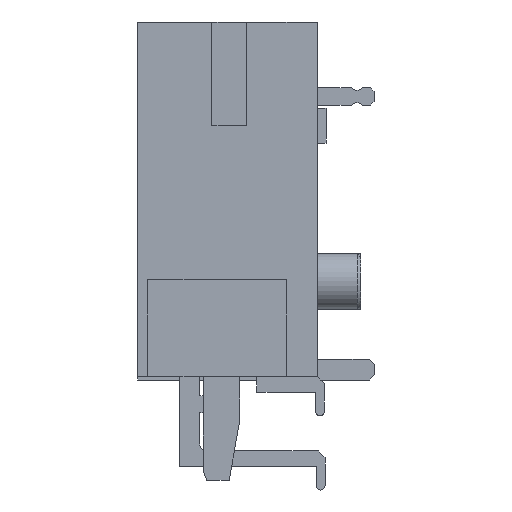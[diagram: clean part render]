
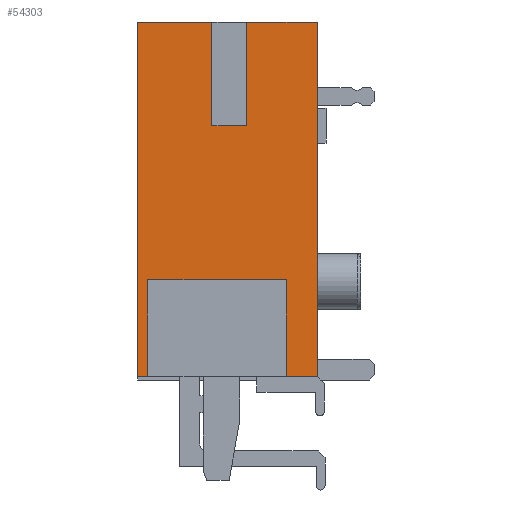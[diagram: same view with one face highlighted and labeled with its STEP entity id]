
A CAD part, left-side view. The second image highlights one B-rep face of the part: STEP entity #54303.
In plain terms, the highlighted planar face has unit normal (-1, 0, 0).
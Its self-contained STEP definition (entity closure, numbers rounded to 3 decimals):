
#2692=ORIENTED_EDGE('',*,*,#18351,.F.);
#2693=ORIENTED_EDGE('',*,*,#18352,.T.);
#2694=ORIENTED_EDGE('',*,*,#18152,.F.);
#2695=ORIENTED_EDGE('',*,*,#18129,.T.);
#2696=ORIENTED_EDGE('',*,*,#17902,.T.);
#2697=ORIENTED_EDGE('',*,*,#18353,.F.);
#2698=ORIENTED_EDGE('',*,*,#18354,.F.);
#2699=ORIENTED_EDGE('',*,*,#18355,.T.);
#2700=ORIENTED_EDGE('',*,*,#17898,.T.);
#2701=ORIENTED_EDGE('',*,*,#18063,.F.);
#2702=ORIENTED_EDGE('',*,*,#18147,.F.);
#2703=ORIENTED_EDGE('',*,*,#18356,.F.);
#17898=EDGE_CURVE('',#25740,#25739,#31374,.T.);
#17902=EDGE_CURVE('',#25744,#25743,#31378,.T.);
#18063=EDGE_CURVE('',#25827,#25739,#31538,.T.);
#18129=EDGE_CURVE('',#25878,#25744,#31602,.T.);
#18147=EDGE_CURVE('',#25893,#25827,#31620,.T.);
#18152=EDGE_CURVE('',#25878,#25883,#31625,.T.);
#18351=EDGE_CURVE('',#26023,#26024,#31824,.T.);
#18352=EDGE_CURVE('',#26023,#25883,#31825,.T.);
#18353=EDGE_CURVE('',#26025,#25743,#31826,.T.);
#18354=EDGE_CURVE('',#26026,#26025,#31827,.T.);
#18355=EDGE_CURVE('',#26026,#25740,#31828,.T.);
#18356=EDGE_CURVE('',#26024,#25893,#31829,.T.);
#25739=VERTEX_POINT('',#76189);
#25740=VERTEX_POINT('',#76191);
#25743=VERTEX_POINT('',#76197);
#25744=VERTEX_POINT('',#76199);
#25827=VERTEX_POINT('',#76455);
#25878=VERTEX_POINT('',#76577);
#25883=VERTEX_POINT('',#76590);
#25893=VERTEX_POINT('',#76610);
#26023=VERTEX_POINT('',#77014);
#26024=VERTEX_POINT('',#77015);
#26025=VERTEX_POINT('',#77018);
#26026=VERTEX_POINT('',#77020);
#31374=LINE('',#76190,#38944);
#31378=LINE('',#76198,#38948);
#31538=LINE('',#76456,#39108);
#31602=LINE('',#76576,#39172);
#31620=LINE('',#76611,#39190);
#31625=LINE('',#76619,#39195);
#31824=LINE('',#77013,#39394);
#31825=LINE('',#77016,#39395);
#31826=LINE('',#77017,#39396);
#31827=LINE('',#77019,#39397);
#31828=LINE('',#77021,#39398);
#31829=LINE('',#77022,#39399);
#38944=VECTOR('',#61551,1000.);
#38948=VECTOR('',#61555,1000.);
#39108=VECTOR('',#61743,1000.);
#39172=VECTOR('',#61819,1000.);
#39190=VECTOR('',#61839,1000.);
#39195=VECTOR('',#61844,1000.);
#39394=VECTOR('',#62181,1000.);
#39395=VECTOR('',#62182,1000.);
#39396=VECTOR('',#62183,1000.);
#39397=VECTOR('',#62184,1000.);
#39398=VECTOR('',#62185,1000.);
#39399=VECTOR('',#62186,1000.);
#45989=EDGE_LOOP('',(#2692,#2693,#2694,#2695,#2696,#2697,#2698,#2699,#2700,
#2701,#2702,#2703));
#48901=FACE_BOUND('',#45989,.T.);
#51757=PLANE('',#57147);
#54303=ADVANCED_FACE('',(#48901),#51757,.F.);
#57147=AXIS2_PLACEMENT_3D('',#77012,#62179,#62180);
#61551=DIRECTION('',(0.,0.,1.));
#61555=DIRECTION('',(0.,0.,1.));
#61743=DIRECTION('',(0.,-1.,0.));
#61819=DIRECTION('',(0.,-1.,0.));
#61839=DIRECTION('',(0.,0.,1.));
#61844=DIRECTION('',(0.,0.,1.));
#62179=DIRECTION('',(1.,0.,0.));
#62180=DIRECTION('',(0.,0.,-1.));
#62181=DIRECTION('',(0.,0.,1.));
#62182=DIRECTION('',(0.,1.,0.));
#62183=DIRECTION('',(0.,-1.,0.));
#62184=DIRECTION('',(0.,0.,-1.));
#62185=DIRECTION('',(0.,-1.,0.));
#62186=DIRECTION('',(0.,1.,0.));
#76189=CARTESIAN_POINT('',(-17.69,0.,2.9));
#76190=CARTESIAN_POINT('',(-17.69,0.,-2.3));
#76191=CARTESIAN_POINT('',(-17.69,0.,2.));
#76197=CARTESIAN_POINT('',(-17.69,0.,-2.));
#76198=CARTESIAN_POINT('',(-17.69,0.,-2.3));
#76199=CARTESIAN_POINT('',(-17.69,0.,-2.3));
#76455=CARTESIAN_POINT('',(-17.69,10.25,2.9));
#76456=CARTESIAN_POINT('',(-17.69,10.25,2.9));
#76576=CARTESIAN_POINT('',(-17.69,10.25,-2.3));
#76577=CARTESIAN_POINT('',(-17.69,10.25,-2.3));
#76590=CARTESIAN_POINT('',(-17.69,10.25,-0.15));
#76610=CARTESIAN_POINT('',(-17.69,10.25,0.85));
#76611=CARTESIAN_POINT('',(-17.69,10.25,-2.3));
#76619=CARTESIAN_POINT('',(-17.69,10.25,-2.3));
#77012=CARTESIAN_POINT('',(-17.69,10.25,-2.3));
#77013=CARTESIAN_POINT('',(-17.69,7.25,-0.15));
#77014=CARTESIAN_POINT('',(-17.69,7.25,-0.15));
#77015=CARTESIAN_POINT('',(-17.69,7.25,0.85));
#77016=CARTESIAN_POINT('',(-17.69,7.25,-0.15));
#77017=CARTESIAN_POINT('',(-17.69,2.8,-2.));
#77018=CARTESIAN_POINT('',(-17.69,2.8,-2.));
#77019=CARTESIAN_POINT('',(-17.69,2.8,2.));
#77020=CARTESIAN_POINT('',(-17.69,2.8,2.));
#77021=CARTESIAN_POINT('',(-17.69,2.8,2.));
#77022=CARTESIAN_POINT('',(-17.69,7.25,0.85));
